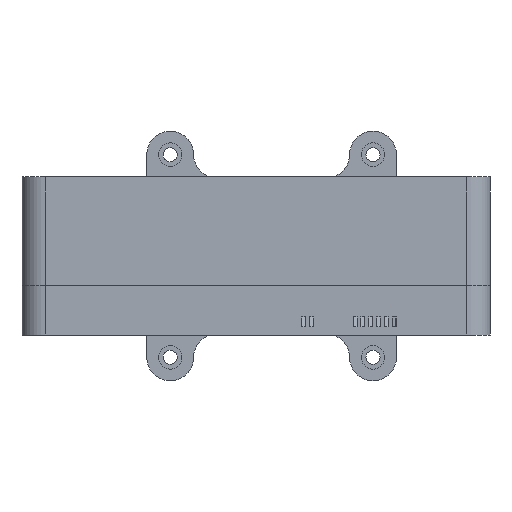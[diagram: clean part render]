
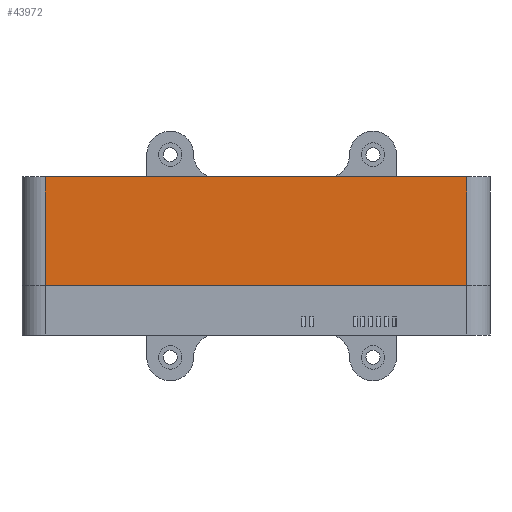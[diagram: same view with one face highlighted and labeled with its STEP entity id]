
A CAD part, left-side view. The second image highlights one B-rep face of the part: STEP entity #43972.
In plain terms, the highlighted planar face has unit normal (-1, 0, 0).
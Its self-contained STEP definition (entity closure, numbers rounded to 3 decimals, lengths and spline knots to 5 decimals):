
#3417=LINE('',#72128,#7736);
#4237=LINE('',#73845,#8556);
#4238=LINE('',#73847,#8557);
#4239=LINE('',#73849,#8558);
#7736=VECTOR('',#58693,1.);
#8556=VECTOR('',#60863,1.);
#8557=VECTOR('',#60866,1.);
#8558=VECTOR('',#60867,1.);
#9854=PLANE('',#48328);
#22037=ORIENTED_EDGE('',*,*,#28772,.F.);
#22038=ORIENTED_EDGE('',*,*,#28773,.T.);
#22039=ORIENTED_EDGE('',*,*,#27911,.T.);
#22040=ORIENTED_EDGE('',*,*,#28771,.F.);
#27911=EDGE_CURVE('',#32943,#32942,#3417,.T.);
#28771=EDGE_CURVE('',#33164,#32942,#4237,.T.);
#28772=EDGE_CURVE('',#33165,#33164,#4238,.T.);
#28773=EDGE_CURVE('',#33165,#32943,#4239,.T.);
#32942=VERTEX_POINT('',#72127);
#32943=VERTEX_POINT('',#72129);
#33164=VERTEX_POINT('',#73844);
#33165=VERTEX_POINT('',#73848);
#37925=EDGE_LOOP('',(#22037,#22038,#22039,#22040));
#40723=FACE_BOUND('',#37925,.T.);
#43972=ADVANCED_FACE('',(#40723),#9854,.F.);
#48328=AXIS2_PLACEMENT_3D('',#73846,#60864,#60865);
#58693=DIRECTION('',(0.,1.,0.));
#60863=DIRECTION('',(0.,0.,1.));
#60864=DIRECTION('',(1.,0.,0.));
#60865=DIRECTION('',(0.,0.,-1.));
#60866=DIRECTION('',(0.,1.,0.));
#60867=DIRECTION('',(0.,0.,1.));
#72127=CARTESIAN_POINT('',(-0.089,0.12578,0.03652));
#72128=CARTESIAN_POINT('',(-0.089,0.05828,0.03652));
#72129=CARTESIAN_POINT('',(-0.089,-0.00922,0.03652));
#73844=CARTESIAN_POINT('',(-0.089,0.12578,0.00187));
#73845=CARTESIAN_POINT('',(-0.089,0.12578,-0.01413));
#73846=CARTESIAN_POINT('',(-0.089,0.05828,-0.01413));
#73847=CARTESIAN_POINT('',(-0.089,0.05828,0.00187));
#73848=CARTESIAN_POINT('',(-0.089,-0.00922,0.00187));
#73849=CARTESIAN_POINT('',(-0.089,-0.00922,-0.01413));
